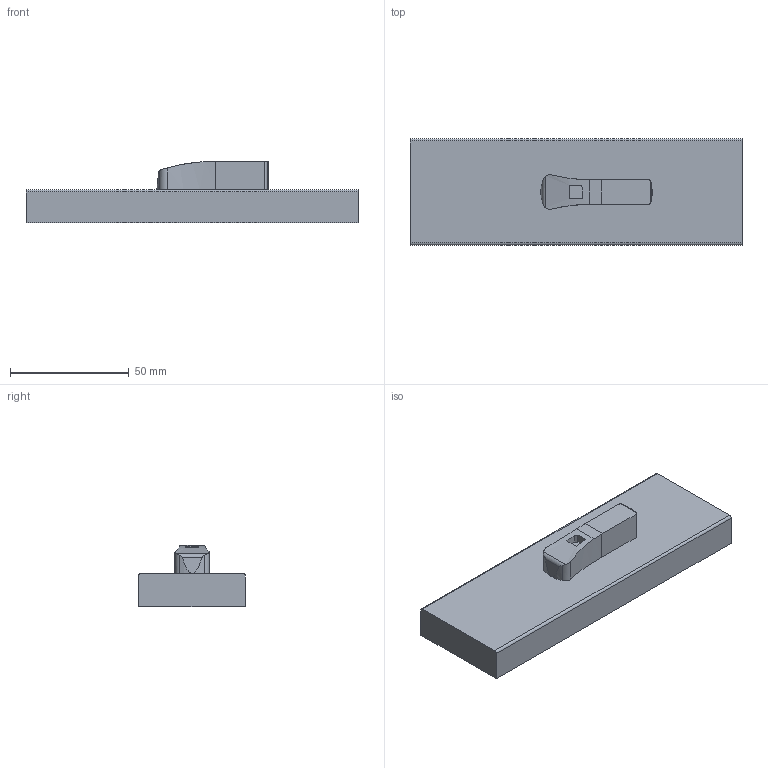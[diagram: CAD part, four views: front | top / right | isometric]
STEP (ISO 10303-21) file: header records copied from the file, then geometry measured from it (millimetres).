
FILE_DESCRIPTION((''),'2;1');
FILE_NAME('3d_GAX5001.stp','2012-10-03T10:59:27',(''),(''),'Mechanical Desktop 2011','Mechanical Desktop 2011',', , ');
FILE_SCHEMA(('CONFIG_CONTROL_DESIGN'));
Length unit declared in the file: millimetre
Products named in the file (1): Product
Bounding box: 140 x 45 x 26 mm (x, y, z)
Volume: 93770.2 mm3; surface area: 20002.8 mm2
Topology: 2 solids, 2 shells, 38 faces, 162 edges, 190 vertices
Faces by surface type: cylinder 20, plane 18
Entity records: 1768 total; most frequent: CARTESIAN_POINT 472, DIRECTION 272, ORIENTED_EDGE 196, EDGE_CURVE 98, VECTOR 96, LINE 96, AXIS2_PLACEMENT_3D 88, VERTEX_POINT 65
